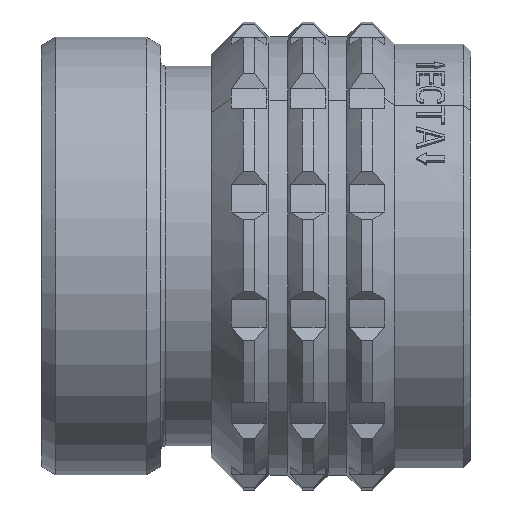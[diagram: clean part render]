
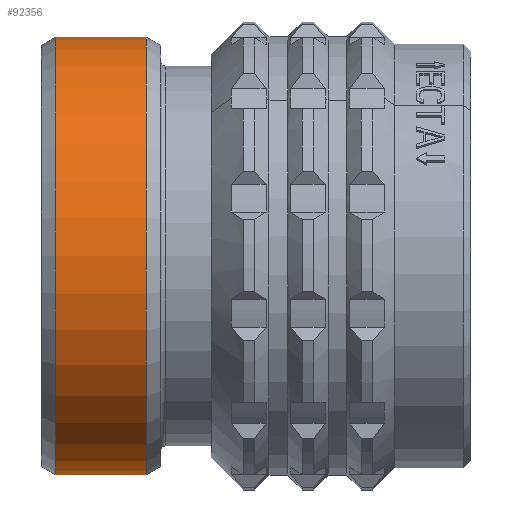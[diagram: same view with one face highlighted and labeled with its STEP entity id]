
A CAD part, top view. The second image highlights one B-rep face of the part: STEP entity #92356.
In plain terms, the highlighted cylindrical face has radius 15.175 mm (diameter 30.35 mm), a partial arc.
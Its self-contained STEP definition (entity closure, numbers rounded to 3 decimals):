
#4446=CARTESIAN_POINT('',(1.,0.,0.));
#4447=DIRECTION('',(1.,0.,0.));
#4448=DIRECTION('',(0.,1.,0.));
#4449=AXIS2_PLACEMENT_3D('',#4446,#4447,#4448);
#4451=CARTESIAN_POINT('',(7.3,0.,0.));
#4452=DIRECTION('',(1.,0.,0.));
#4453=DIRECTION('',(0.,1.,0.));
#4454=AXIS2_PLACEMENT_3D('',#4451,#4452,#4453);
#4456=DIRECTION('',(-1.,0.,0.));
#4457=VECTOR('',#4456,6.3);
#4458=CARTESIAN_POINT('',(7.3,15.175,0.));
#4459=LINE('4500',#4458,#4457);
#4460=DIRECTION('',(-1.,0.,0.));
#4461=VECTOR('',#4460,6.3);
#4462=CARTESIAN_POINT('',(7.3,-15.175,0.));
#4463=LINE('4506',#4462,#4461);
#76329=CARTESIAN_POINT('',(7.3,15.175,0.));
#76331=VERTEX_POINT('',#76329);
#76332=CARTESIAN_POINT('',(1.,15.175,0.));
#76333=VERTEX_POINT('',#76332);
#76341=CARTESIAN_POINT('',(7.3,-15.175,0.));
#76343=VERTEX_POINT('',#76341);
#76344=CARTESIAN_POINT('',(1.,-15.175,0.));
#76345=VERTEX_POINT('',#76344);
#92342=CARTESIAN_POINT('',(-1.49,0.,0.));
#92343=DIRECTION('',(1.,0.,0.));
#92344=DIRECTION('',(0.,-1.,0.));
#92345=AXIS2_PLACEMENT_3D('',#92342,#92343,#92344);
#92346=CYLINDRICAL_SURFACE('278',#92345,15.175);
#92348=ORIENTED_EDGE('4500',*,*,#92347,.F.);
#92350=ORIENTED_EDGE('4519',*,*,#92349,.T.);
#92352=ORIENTED_EDGE('4506',*,*,#92351,.T.);
#92353=ORIENTED_EDGE('4520',*,*,#92328,.F.);
#92354=EDGE_LOOP('278',(#92348,#92350,#92352,#92353));
#92355=FACE_OUTER_BOUND('278',#92354,.F.);
#4450=CIRCLE('4520',#4449,15.175);
#4455=CIRCLE('4519',#4454,15.175);
#92328=EDGE_CURVE('4520',#76333,#76345,#4450,.T.);
#92347=EDGE_CURVE('4500',#76331,#76333,#4459,.T.);
#92349=EDGE_CURVE('4519',#76331,#76343,#4455,.T.);
#92351=EDGE_CURVE('4506',#76343,#76345,#4463,.T.);
#92356=ADVANCED_FACE('278',(#92355),#92346,.T.);
